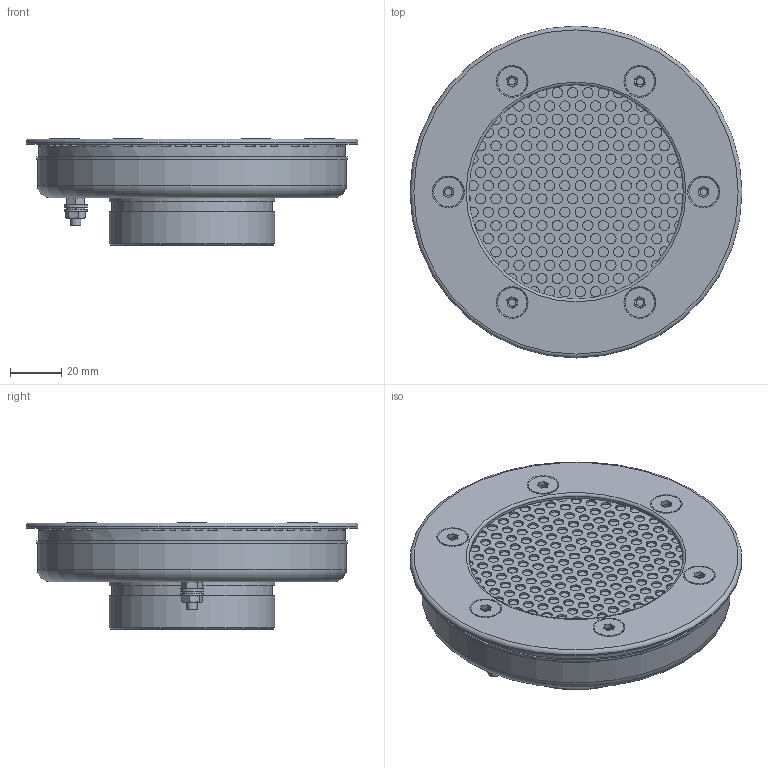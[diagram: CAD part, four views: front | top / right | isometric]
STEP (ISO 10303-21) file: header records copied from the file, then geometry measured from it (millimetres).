
FILE_DESCRIPTION (( 'STEP AP203' ), '1' );
FILE_NAME ('藉.120.4.STEP', '2025-03-14T13:24:58', ( '' ), ( '' ), 'SwSTEP 2.0', 'SolidWorks 2022', '' );
FILE_SCHEMA (( 'CONFIG_CONTROL_DESIGN' ));
Length unit declared in the file: millimetre
Products named in the file (1): ВЗ.120.4
Bounding box: 130 x 130 x 41.55 mm (x, y, z)
Volume: 309568.5 mm3; surface area: 60236.2 mm2
Topology: 7 solids, 10 shells, 1002 faces, 2160 edges, 1514 vertices
Faces by surface type: plane 530, cylinder 440, cone 28, torus 4
Full cylindrical faces by diameter (mm): 3.3 x1, 4 x315, 4.02 x6, 4.3 x2, 9 x8, 11.57 x6, 57.024 x1, 63 x1, 63.5 x1, 63.8 x1, 65 x2, 84 x1, 111 x1, 120 x1, 121 x1, 121.5 x1, 130 x1
Entity records: 23311 total; most frequent: DIRECTION 4514, CARTESIAN_POINT 3795, ORIENTED_EDGE 2906, AXIS2_PLACEMENT_3D 2086, EDGE_LOOP 1740, EDGE_CURVE 1453, FACE_OUTER_BOUND 1356, VERTEX_POINT 1183
